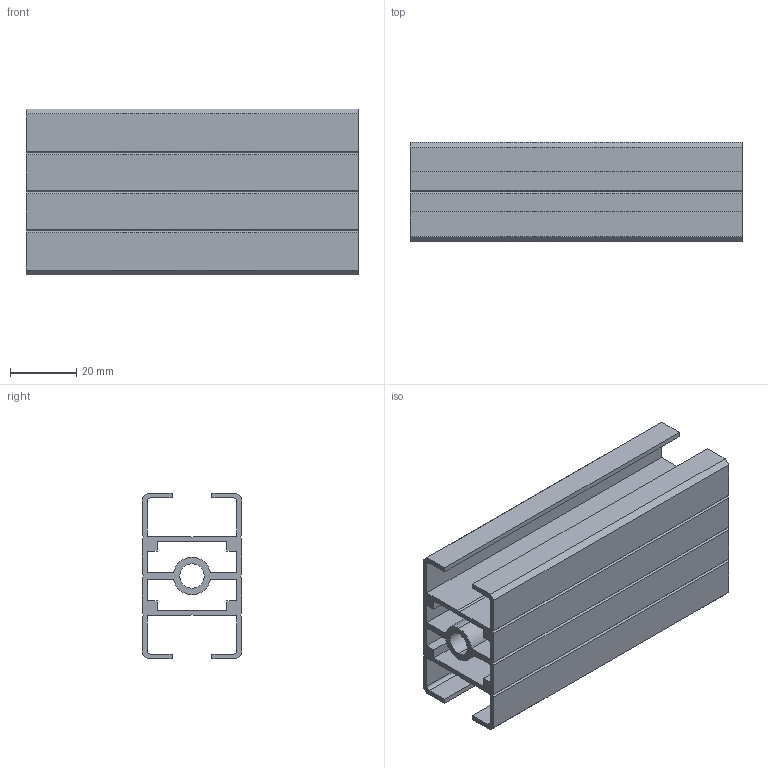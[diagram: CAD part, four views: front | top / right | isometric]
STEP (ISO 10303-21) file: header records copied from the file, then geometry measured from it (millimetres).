
FILE_DESCRIPTION (( 'STEP AP214' ), '1' );
FILE_NAME ('084.112.001.STEP', '2020-07-23T08:23:08', ( '' ), ( '' ), 'SwSTEP 2.0', 'SolidWorks 2018', '' );
FILE_SCHEMA (( 'AUTOMOTIVE_DESIGN' ));
Length unit declared in the file: millimetre
Products named in the file (1): 084.112.001
Bounding box: 100 x 30 x 50 mm (x, y, z)
Volume: 39631.1 mm3; surface area: 45617.8 mm2
Topology: 1 solids, 1 shells, 77 faces, 225 edges, 150 vertices
Faces by surface type: plane 68, cylinder 9
Entity records: 2563 total; most frequent: CARTESIAN_POINT 453, ORIENTED_EDGE 450, DIRECTION 399, EDGE_CURVE 225, VECTOR 207, LINE 207, VERTEX_POINT 150, AXIS2_PLACEMENT_3D 96
